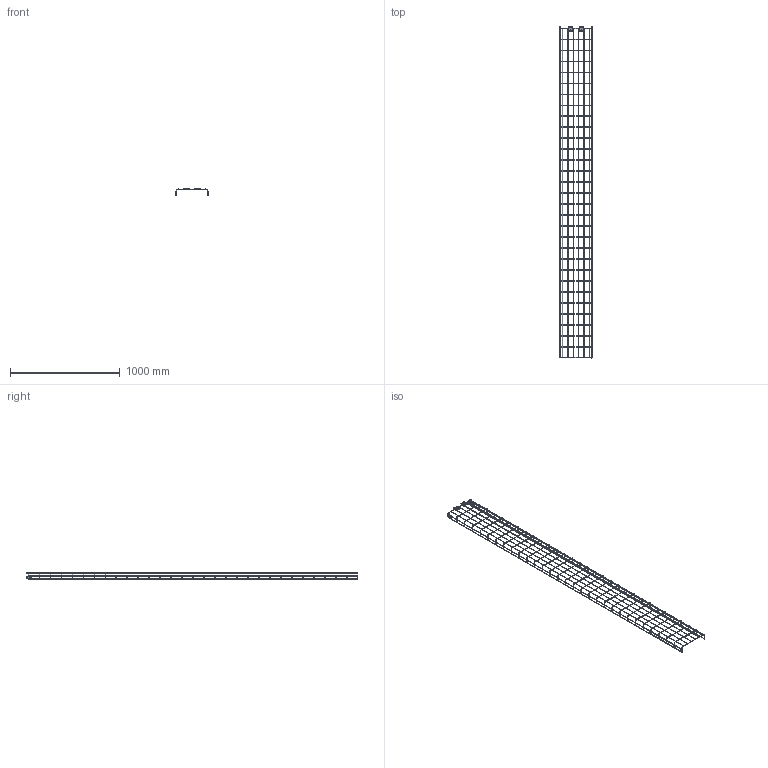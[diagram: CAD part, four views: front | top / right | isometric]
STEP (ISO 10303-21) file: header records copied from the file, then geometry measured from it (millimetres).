
FILE_DESCRIPTION((''),'2;1');
FILE_NAME('940130_ASM','2018-11-07T12:43:26',('tomasz.grudniewski'),(''),'CREO PARAMETRIC BY PTC INC, 2018260','CREO PARAMETRIC BY PTC INC, 2018260','');
FILE_SCHEMA(('CONFIG_CONTROL_DESIGN'));
Products named in the file (5): 940130; ZZLS1_1; ZZLS1_2_20140910; UZS1_1_5_20140716; 940130_ASM
Assembly tree (5 placements, depth 2):
  940130_ASM
    940130
    ZZLS1_1
    ZZLS1_2_20140910
    UZS1_1_5_20140716  x2
Bounding box: 300 x 3024.25 x 62 mm (x, y, z)
Volume: 686018.9 mm3; surface area: 617546.2 mm2
Topology: 45 solids, 45 shells, 1532 faces, 3616 edges, 2232 vertices
Faces by surface type: plane 648, cylinder 330, extrusion 226, bspline 164, torus 124, cone 40
Entity records: 52748 total; most frequent: CARTESIAN_POINT 25667, ORIENTED_EDGE 5776, DIRECTION 4909, EDGE_CURVE 2888, VECTOR 1823, VERTEX_POINT 1752, LINE 1666, AXIS2_PLACEMENT_3D 1543
